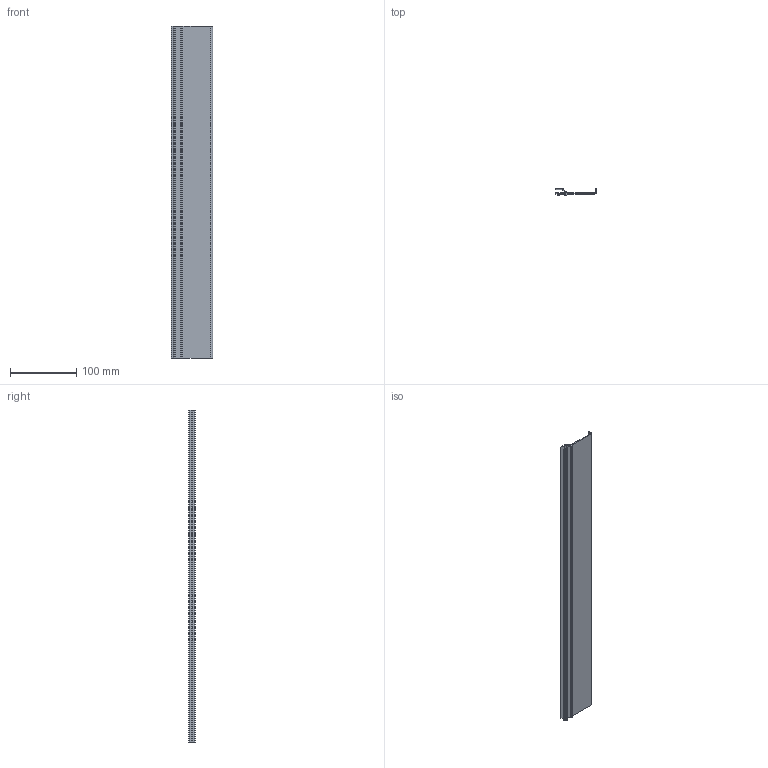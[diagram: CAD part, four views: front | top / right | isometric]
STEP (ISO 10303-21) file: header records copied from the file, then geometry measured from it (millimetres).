
FILE_DESCRIPTION((''),'2;1');
FILE_NAME('STA520034P01','2024-10-08T13:16:09',('Vijaya.Krishna'),('Wibe'),'CREO PARAMETRIC BY PTC INC, 2023092','CREO PARAMETRIC BY PTC INC, 2023092','');
FILE_SCHEMA(('CONFIG_CONTROL_DESIGN'));
Length unit declared in the file: millimetre
Products named in the file (1): STA520034P01
Bounding box: 62.19 x 10.3 x 500 mm (x, y, z)
Volume: 56017.7 mm3; surface area: 91648.8 mm2
Topology: 1 solids, 1 shells, 38 faces, 108 edges, 72 vertices
Faces by surface type: plane 22, cylinder 16
Entity records: 1292 total; most frequent: CARTESIAN_POINT 234, ORIENTED_EDGE 216, DIRECTION 212, EDGE_CURVE 108, VECTOR 76, LINE 76, VERTEX_POINT 72, AXIS2_PLACEMENT_3D 68
